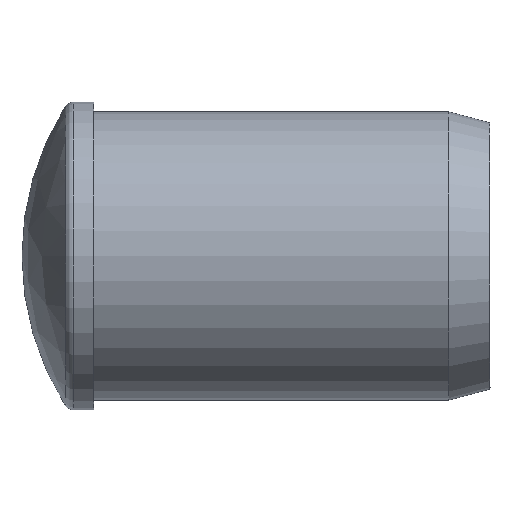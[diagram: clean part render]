
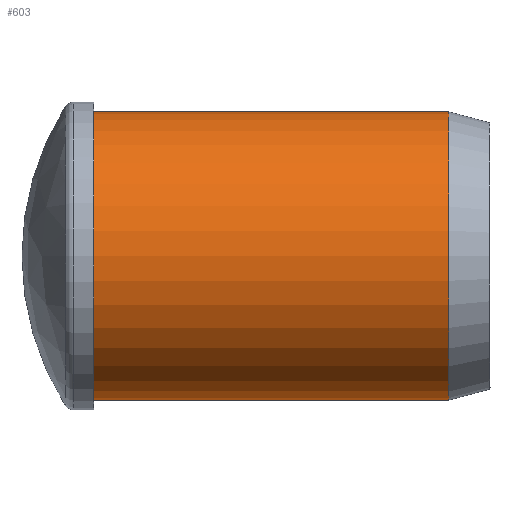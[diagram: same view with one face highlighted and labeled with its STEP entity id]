
A CAD part, top view. The second image highlights one B-rep face of the part: STEP entity #603.
In plain terms, the highlighted cylindrical face has radius 3.569 mm (diameter 7.137 mm), a partial arc.
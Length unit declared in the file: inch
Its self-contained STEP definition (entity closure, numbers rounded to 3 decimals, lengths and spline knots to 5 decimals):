
#2 = VERTEX_POINT ( 'NONE', #363 ) ;
#8 = VERTEX_POINT ( 'NONE', #359 ) ;
#11 = VERTEX_POINT ( 'NONE', #364 ) ;
#84 = DIRECTION ( 'NONE',  ( 1., 0., 0. ) ) ;
#85 = CARTESIAN_POINT ( 'NONE',  ( -0.18206, 0.30866, 0. ) ) ;
#86 = CARTESIAN_POINT ( 'NONE',  ( -0.11206, 0.44916, 0. ) ) ;
#87 = DIRECTION ( 'NONE',  ( 1., 0., 0. ) ) ;
#88 = DIRECTION ( 'NONE',  ( 0., 1., 0. ) ) ;
#89 = CARTESIAN_POINT ( 'NONE',  ( -0.18206, 0.58966, 0. ) ) ;
#90 = DIRECTION ( 'NONE',  ( 1., 0., 0. ) ) ;
#132 = DIRECTION ( 'NONE',  ( 0., 1., 0. ) ) ;
#134 = DIRECTION ( 'NONE',  ( 1., 0., 0. ) ) ;
#136 = CARTESIAN_POINT ( 'NONE',  ( -0.18206, 0.44916, 0. ) ) ;
#215 = CARTESIAN_POINT ( 'NONE',  ( -0.11206, 0.30866, 0. ) ) ;
#259 = EDGE_LOOP ( 'NONE', ( #337, #336, #347, #351 ) ) ;
#336 = ORIENTED_EDGE ( 'NONE', *, *, #514, .T. ) ;
#337 = ORIENTED_EDGE ( 'NONE', *, *, #513, .T. ) ;
#347 = ORIENTED_EDGE ( 'NONE', *, *, #472, .F. ) ;
#351 = ORIENTED_EDGE ( 'NONE', *, *, #515, .F. ) ;
#359 = CARTESIAN_POINT ( 'NONE',  ( -0.11206, 0.58966, 0. ) ) ;
#363 = CARTESIAN_POINT ( 'NONE',  ( 0.23394, 0.30866, 0. ) ) ;
#364 = CARTESIAN_POINT ( 'NONE',  ( 0.23394, 0.58966, 0. ) ) ;
#389 = DIRECTION ( 'NONE',  ( 0., 1., 0. ) ) ;
#390 = CARTESIAN_POINT ( 'NONE',  ( 0.23394, 0.44916, 0. ) ) ;
#391 = DIRECTION ( 'NONE',  ( 1., 0., 0. ) ) ;
#472 = EDGE_CURVE ( 'NONE', #11, #2, #672, .T. ) ;
#513 = EDGE_CURVE ( 'NONE', #8, #631, #717, .T. ) ;
#514 = EDGE_CURVE ( 'NONE', #631, #2, #718, .T. ) ;
#515 = EDGE_CURVE ( 'NONE', #8, #11, #721, .T. ) ;
#527 = AXIS2_PLACEMENT_3D ( 'NONE', #390, #391, #389 ) ;
#559 = AXIS2_PLACEMENT_3D ( 'NONE', #86, #87, #88 ) ;
#575 = AXIS2_PLACEMENT_3D ( 'NONE', #136, #134, #132 ) ;
#603 = ADVANCED_FACE ( 'NONE', ( #739 ), #744, .T. ) ;
#631 = VERTEX_POINT ( 'NONE', #215 ) ;
#672 = CIRCLE ( 'NONE', #527, 0.1405 ) ;
#717 = CIRCLE ( 'NONE', #559, 0.1405 ) ;
#718 = LINE ( 'NONE', #85, #722 ) ;
#721 = LINE ( 'NONE', #89, #724 ) ;
#722 = VECTOR ( 'NONE', #84, 39.37008 ) ;
#724 = VECTOR ( 'NONE', #90, 39.37008 ) ;
#739 = FACE_OUTER_BOUND ( 'NONE', #259, .T. ) ;
#744 = CYLINDRICAL_SURFACE ( 'NONE', #575, 0.1405 ) ;
